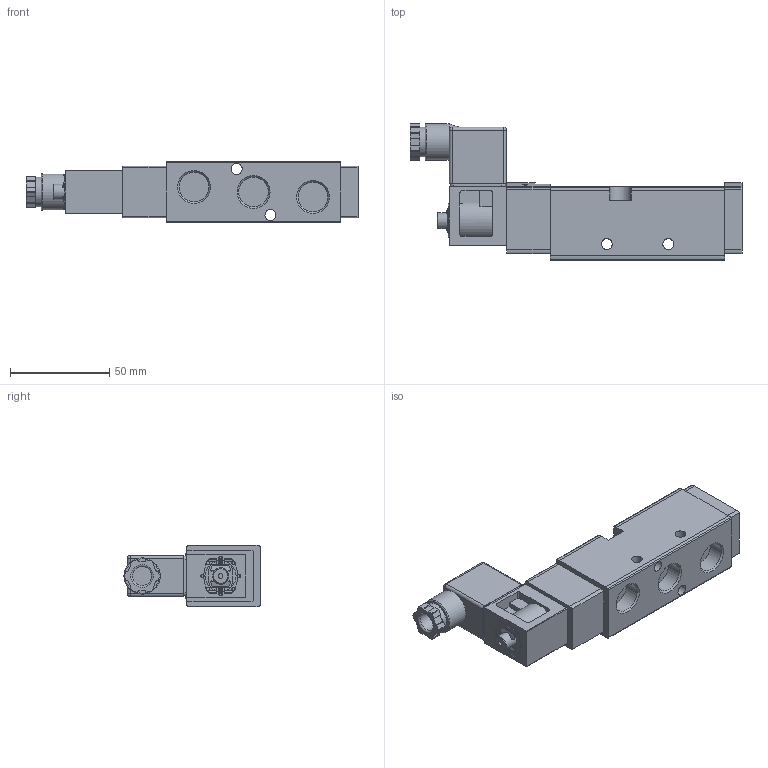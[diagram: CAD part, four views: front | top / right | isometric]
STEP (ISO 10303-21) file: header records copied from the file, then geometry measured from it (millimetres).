
FILE_DESCRIPTION(/* description */ ('STEP AP214'),/* implementation_level */ '2;1');
FILE_NAME(/* name */ '8060310_VUVS-LK30-M52-AD-G38-1B2_GL-S',/* time_stamp */ '2024-09-17T19:43:57+02:00',/* author */ ('License CC BY-ND 4.0'),/* organization */ ('CADENAS'),/* preprocessor_version */ 'ST-DEVELOPER v19.3',/* originating_system */ 'PARTsolutions',/* authorisation */ ' ');
FILE_SCHEMA (('AUTOMOTIVE_DESIGN {1 0 10303 214 3 1 1}'));
Length unit declared in the file: millimetre
Products named in the file (5): 8060310 VUVS-LK30-M52-AD-G38-1B2+GL-S; 8060310 VUVS-LK30-M52--AD-G38-1B2-GL-S_p---( _0_0); 8200709 VACF-LK25; 8089671 VACX---(clip); 8069560 NECV-B2W3L-NASS---(PL0)
Assembly tree (4 placements, depth 2):
  8060310 VUVS-LK30-M52-AD-G38-1B2+GL-S
    8060310 VUVS-LK30-M52--AD-G38-1B2-GL-S_p---( _0_0)
    8200709 VACF-LK25
    8089671 VACX---(clip)
    8069560 NECV-B2W3L-NASS---(PL0)
Bounding box: 167.49 x 68.67 x 31 mm (x, y, z)
Volume: 155037.3 mm3; surface area: 35843.2 mm2
Topology: 4 solids, 4 shells, 495 faces, 1251 edges, 813 vertices
Faces by surface type: plane 270, cylinder 189, torus 21, cone 9, sphere 6
Full cylindrical faces by diameter (mm): 1.65 x1, 1.75 x18, 2.4 x3, 2.459 x1, 2.6 x2, 3 x1, 3.3 x1, 4.3 x1, 5.5 x4, 6.7 x1, 7.2 x1, 7.4 x1, 8 x2, 8.15 x1, 8.4 x1, 9.5 x1, 10 x1, 14.95 x5, 15 x1, 15.6 x2, 18.291 x1
Entity records: 17289 total; most frequent: CARTESIAN_POINT 2649, DIRECTION 2532, ORIENTED_EDGE 2310, EDGE_CURVE 1155, AXIS2_PLACEMENT_3D 930, VERTEX_POINT 800, LINE 672, VECTOR 672
